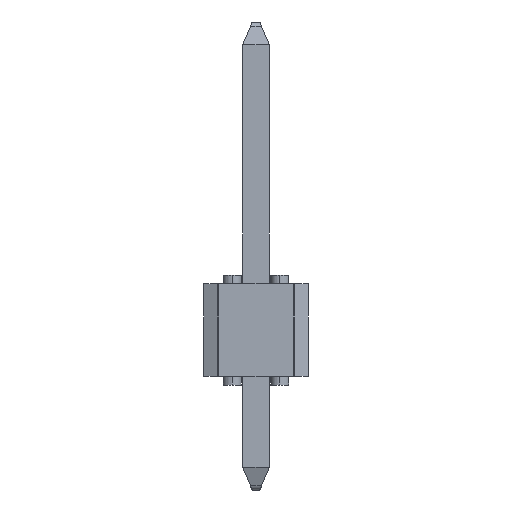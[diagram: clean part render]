
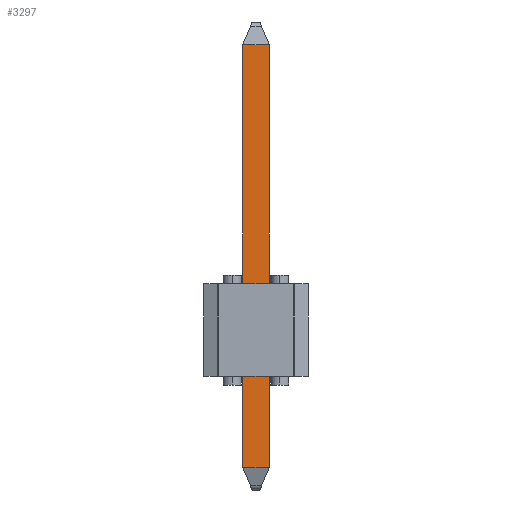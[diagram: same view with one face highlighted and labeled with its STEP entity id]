
A CAD part, left-side view. The second image highlights one B-rep face of the part: STEP entity #3297.
In plain terms, the highlighted planar face has unit normal (-1, 0, 0).
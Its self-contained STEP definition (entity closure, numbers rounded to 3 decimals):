
#880 = VECTOR ( 'NONE', #5944, 1000. ) ;
#1033 = ORIENTED_EDGE ( 'NONE', *, *, #8499, .T. ) ;
#1599 = EDGE_LOOP ( 'NONE', ( #2301, #3116, #1033, #9821 ) ) ;
#2210 = CARTESIAN_POINT ( 'NONE',  ( 13.188, -3.33, -7.167 ) ) ;
#2301 = ORIENTED_EDGE ( 'NONE', *, *, #4807, .F. ) ;
#2490 = DIRECTION ( 'NONE',  ( 0., 0., -1. ) ) ;
#2898 = VERTEX_POINT ( 'NONE', #8574 ) ;
#2976 = LINE ( 'NONE', #5300, #4854 ) ;
#3116 = ORIENTED_EDGE ( 'NONE', *, *, #10320, .T. ) ;
#3297 = ADVANCED_FACE ( 'NONE', ( #7413 ), #4323, .T. ) ;
#3399 = LINE ( 'NONE', #7609, #3665 ) ;
#3665 = VECTOR ( 'NONE', #8404, 1000. ) ;
#3804 = VERTEX_POINT ( 'NONE', #5044 ) ;
#3971 = DIRECTION ( 'NONE',  ( 0., 0., 1. ) ) ;
#3998 = DIRECTION ( 'NONE',  ( -1., 0., 0. ) ) ;
#4031 = CARTESIAN_POINT ( 'NONE',  ( 13.188, -3.33, -3.322 ) ) ;
#4248 = VECTOR ( 'NONE', #2490, 1000. ) ;
#4323 = PLANE ( 'NONE',  #5078 ) ;
#4429 = EDGE_CURVE ( 'NONE', #3804, #9351, #5184, .T. ) ;
#4807 = EDGE_CURVE ( 'NONE', #5734, #9351, #10420, .T. ) ;
#4854 = VECTOR ( 'NONE', #6975, 1000. ) ;
#5044 = CARTESIAN_POINT ( 'NONE',  ( 13.188, -3.022, -7.167 ) ) ;
#5078 = AXIS2_PLACEMENT_3D ( 'NONE', #4031, #3998, #3971 ) ;
#5184 = LINE ( 'NONE', #2210, #880 ) ;
#5300 = CARTESIAN_POINT ( 'NONE',  ( 13.188, -3.022, -3.322 ) ) ;
#5734 = VERTEX_POINT ( 'NONE', #7964 ) ;
#5842 = CARTESIAN_POINT ( 'NONE',  ( 13.188, -3.639, -7.697 ) ) ;
#5944 = DIRECTION ( 'NONE',  ( 0., -1., 0. ) ) ;
#6975 = DIRECTION ( 'NONE',  ( 0., 0., -1. ) ) ;
#7413 = FACE_OUTER_BOUND ( 'NONE', #1599, .T. ) ;
#7609 = CARTESIAN_POINT ( 'NONE',  ( 13.188, -3.33, 2.573 ) ) ;
#7662 = CARTESIAN_POINT ( 'NONE',  ( 13.188, -3.639, -7.167 ) ) ;
#7964 = CARTESIAN_POINT ( 'NONE',  ( 13.188, -3.639, 2.573 ) ) ;
#8404 = DIRECTION ( 'NONE',  ( 0., 1., 0. ) ) ;
#8499 = EDGE_CURVE ( 'NONE', #2898, #3804, #2976, .T. ) ;
#8574 = CARTESIAN_POINT ( 'NONE',  ( 13.188, -3.022, 2.573 ) ) ;
#9351 = VERTEX_POINT ( 'NONE', #7662 ) ;
#9821 = ORIENTED_EDGE ( 'NONE', *, *, #4429, .T. ) ;
#10320 = EDGE_CURVE ( 'NONE', #5734, #2898, #3399, .T. ) ;
#10420 = LINE ( 'NONE', #5842, #4248 ) ;
